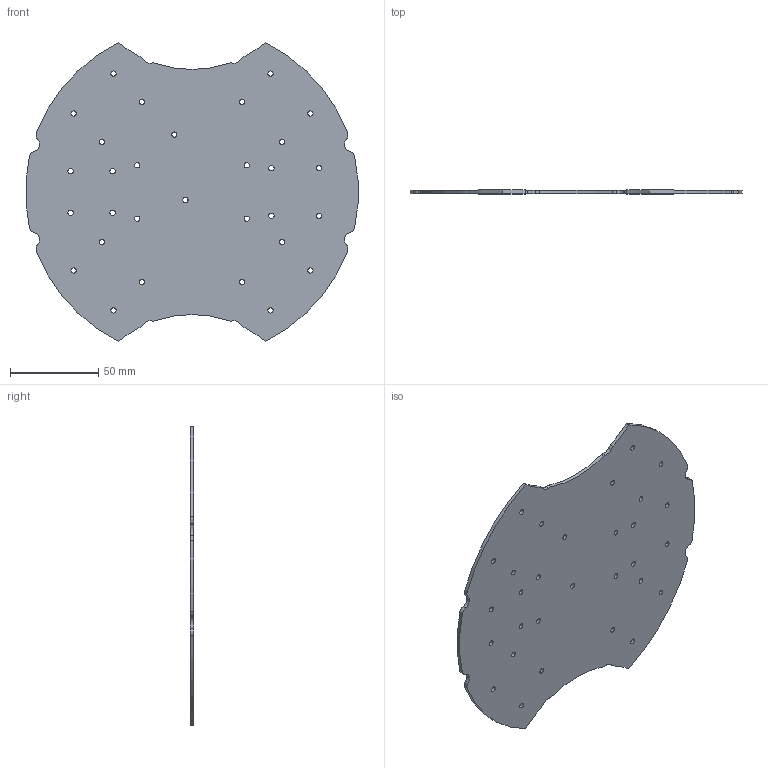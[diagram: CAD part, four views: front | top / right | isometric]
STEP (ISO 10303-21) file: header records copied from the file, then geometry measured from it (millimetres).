
FILE_DESCRIPTION(/* description */ (''),/* implementation_level */ '2;1');
FILE_NAME(/* name */ 'motherboard.stp',/* time_stamp */ '2024-11-25T22:29:36+03:00',/* author */ ('Ivan'),/* organization */ (''),/* preprocessor_version */ 'ST-DEVELOPER v18',/* originating_system */ 'Autodesk Inventor 2020',/* authorisation */ '');
FILE_SCHEMA (('CONFIG_CONTROL_DESIGN'));
Length unit declared in the file: millimetre
Products named in the file (1): motherboard
Bounding box: 188.05 x 2 x 169.36 mm (x, y, z)
Volume: 49533.5 mm3; surface area: 51326.5 mm2
Topology: 1 solids, 1 shells, 68 faces, 228 edges, 162 vertices
Faces by surface type: cylinder 66, plane 2
Full cylindrical faces by diameter (mm): 3 x30
Entity records: 2795 total; most frequent: DIRECTION 528, CARTESIAN_POINT 459, ORIENTED_EDGE 456, AXIS2_PLACEMENT_3D 231, EDGE_CURVE 228, CIRCLE 162, VERTEX_POINT 162, EDGE_LOOP 128
